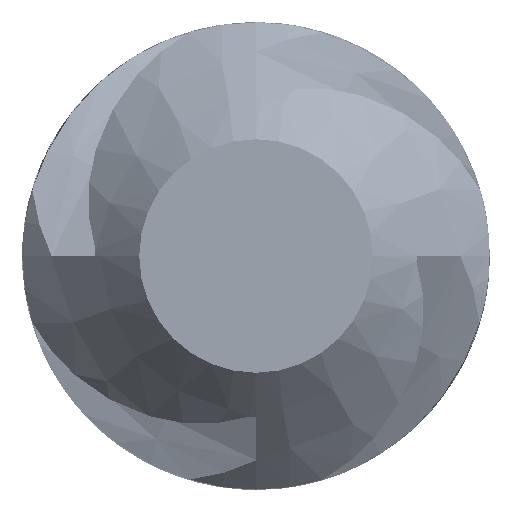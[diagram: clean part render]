
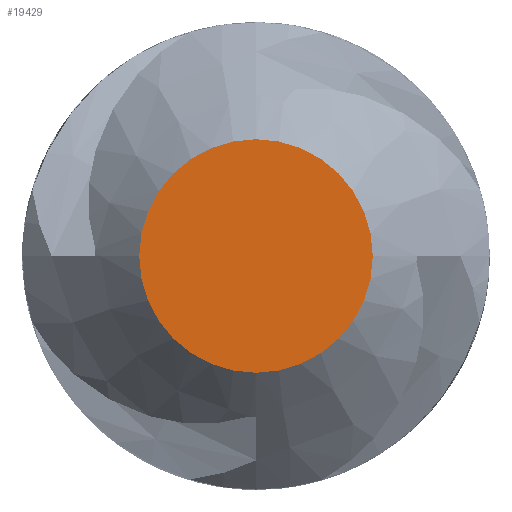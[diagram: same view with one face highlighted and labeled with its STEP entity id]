
A CAD part, left-side view. The second image highlights one B-rep face of the part: STEP entity #19429.
In plain terms, the highlighted planar face has unit normal (-1, 0, 0).
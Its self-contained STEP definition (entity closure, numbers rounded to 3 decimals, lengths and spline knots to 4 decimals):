
#27=PLANE('',#20490);
#2058=FACE_OUTER_BOUND('',#3083,.T.);
#3083=EDGE_LOOP('',(#18398));
#7165=CIRCLE('',#20101,2.);
#8454=VERTEX_POINT('',#47817);
#11122=EDGE_CURVE('',#8454,#8454,#7165,.T.);
#18398=ORIENTED_EDGE('',*,*,#11122,.F.);
#19429=ADVANCED_FACE('',(#2058),#27,.T.);
#20101=AXIS2_PLACEMENT_3D('',#47819,#22419,#22420);
#20490=AXIS2_PLACEMENT_3D('',#83690,#23580,#23581);
#22419=DIRECTION('center_axis',(1.,0.,0.));
#22420=DIRECTION('ref_axis',(0.,1.,0.));
#23580=DIRECTION('center_axis',(-1.,0.,0.));
#23581=DIRECTION('ref_axis',(0.,0.,1.));
#47817=CARTESIAN_POINT('',(-1000.,-2.,0.));
#47819=CARTESIAN_POINT('Origin',(-1000.,0.,0.));
#83690=CARTESIAN_POINT('Origin',(-1000.,1.,0.));
